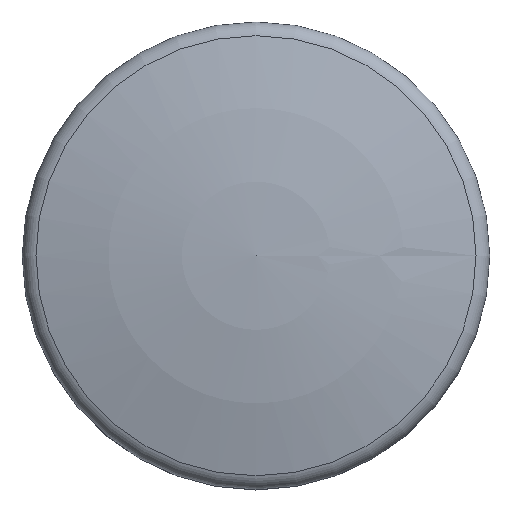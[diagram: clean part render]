
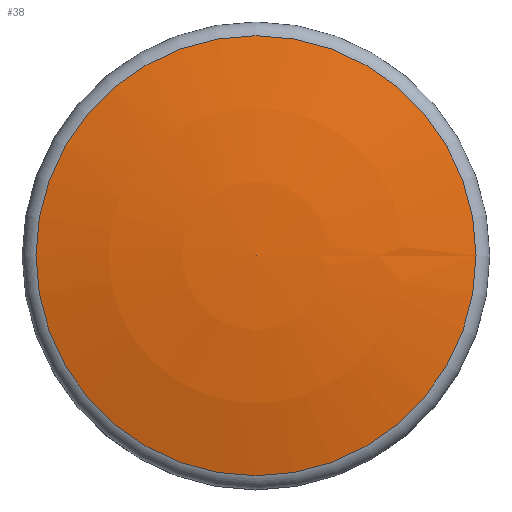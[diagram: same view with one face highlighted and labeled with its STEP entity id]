
A CAD part, top view. The second image highlights one B-rep face of the part: STEP entity #38.
In plain terms, the highlighted spherical face has radius 96 mm.
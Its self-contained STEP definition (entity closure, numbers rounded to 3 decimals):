
#38 = ADVANCED_FACE( '', ( #75 ), #76, .T. );
#75 = FACE_OUTER_BOUND( '', #104, .T. );
#76 = SPHERICAL_SURFACE( '', #105, 96. );
#104 = EDGE_LOOP( '', ( #135 ) );
#105 = AXIS2_PLACEMENT_3D( '', #136, #137, #138 );
#135 = ORIENTED_EDGE( '', *, *, #149, .T. );
#136 = CARTESIAN_POINT( '', ( 0., 0., -64. ) );
#137 = DIRECTION( '', ( 0., 0., 1. ) );
#138 = DIRECTION( '', ( 1., 0., 0. ) );
#149 = EDGE_CURVE( '', #163, #163, #164, .F. );
#163 = VERTEX_POINT( '', #179 );
#164 = CIRCLE( '', #180, 24. );
#179 = CARTESIAN_POINT( '', ( -24., 0., 28.952 ) );
#180 = AXIS2_PLACEMENT_3D( '', #196, #197, #198 );
#196 = CARTESIAN_POINT( '', ( 0., 0., 28.952 ) );
#197 = DIRECTION( '', ( 0., 0., -1. ) );
#198 = DIRECTION( '', ( -1., 0., 0. ) );
